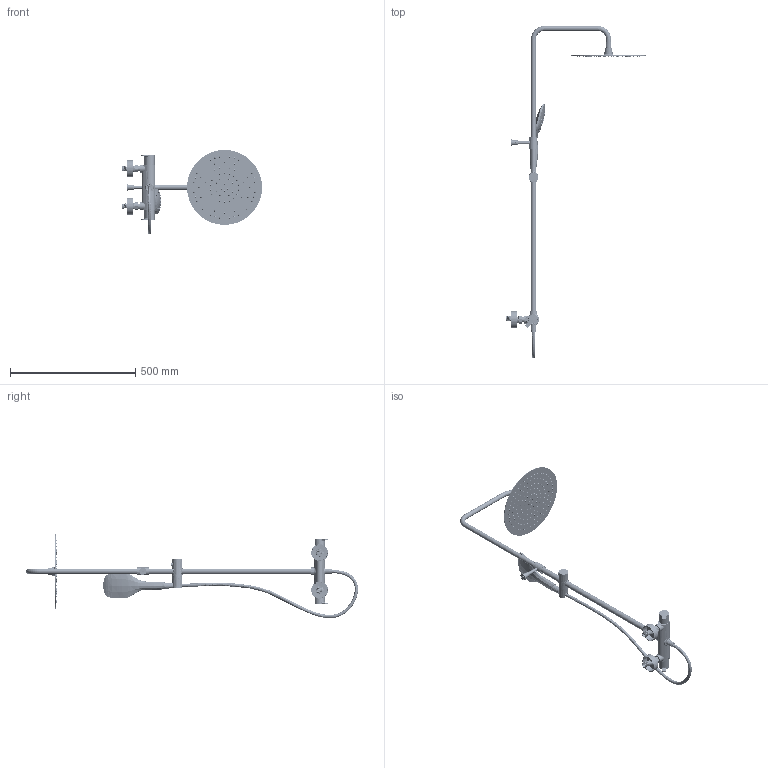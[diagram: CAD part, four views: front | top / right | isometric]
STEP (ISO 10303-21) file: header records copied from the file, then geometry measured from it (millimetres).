
FILE_DESCRIPTION (( 'STEP AP203' ), '1' );
FILE_NAME ('94DP05933.STEP', '2025-08-19T10:28:53', ( '' ), ( '' ), 'SwSTEP 2.0', 'SolidWorks 2021', '' );
FILE_SCHEMA (( 'CONFIG_CONTROL_DESIGN' ));
Products named in the file (1): 94DP05933
Bounding box: 560.1 x 1327.25 x 336.66 mm (x, y, z)
Surface area: 991916.5 mm2 (no closed solid volume)
Topology: 0 solids, 39 shells, 6450 faces, 16233 edges, 10602 vertices
Faces by surface type: bspline 2376, cylinder 1872, plane 1314, cone 794, torus 74, sphere 20
Entity records: 367177 total; most frequent: CARTESIAN_POINT 221030, ORIENTED_EDGE 32414, DIRECTION 28284, EDGE_CURVE 16209, AXIS2_PLACEMENT_3D 11973, VERTEX_POINT 10602, CIRCLE 7898, EDGE_LOOP 7853
